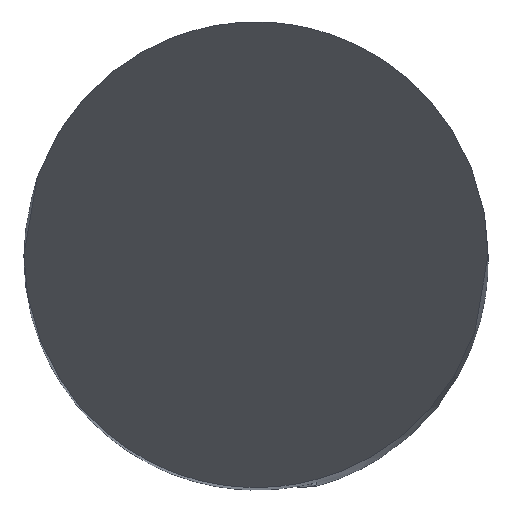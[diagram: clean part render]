
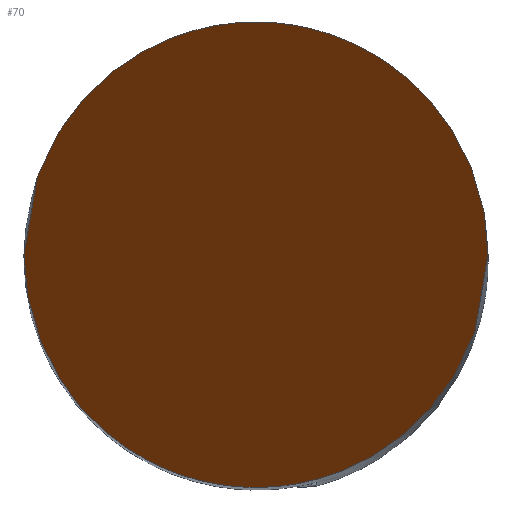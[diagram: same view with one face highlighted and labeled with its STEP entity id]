
A CAD part, top view. The second image highlights one B-rep face of the part: STEP entity #70.
In plain terms, the highlighted planar face has unit normal (0, -0.866, 0.5).
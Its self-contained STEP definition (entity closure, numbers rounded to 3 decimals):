
#70=ADVANCED_FACE('',(#102),#87,.F.);
#87=PLANE('',#474);
#102=FACE_OUTER_BOUND('',#125,.T.);
#125=EDGE_LOOP('',(#242,#243));
#141=(
BOUNDED_CURVE()
B_SPLINE_CURVE(3,(#835,#836,#837,#838),.UNSPECIFIED.,.F.,.F.)
B_SPLINE_CURVE_WITH_KNOTS((4,4),(0.,1.),.UNSPECIFIED.)
CURVE()
GEOMETRIC_REPRESENTATION_ITEM()
RATIONAL_B_SPLINE_CURVE((1.,0.333,0.333,1.))
REPRESENTATION_ITEM('')
);
#144=(
BOUNDED_CURVE()
B_SPLINE_CURVE(3,(#895,#896,#897,#898),.UNSPECIFIED.,.F.,.F.)
B_SPLINE_CURVE_WITH_KNOTS((4,4),(0.,1.),.UNSPECIFIED.)
CURVE()
GEOMETRIC_REPRESENTATION_ITEM()
RATIONAL_B_SPLINE_CURVE((1.,0.333,0.333,1.))
REPRESENTATION_ITEM('')
);
#242=ORIENTED_EDGE('',*,*,#348,.F.);
#243=ORIENTED_EDGE('',*,*,#358,.F.);
#309=VERTEX_POINT('',#839);
#310=VERTEX_POINT('',#840);
#348=EDGE_CURVE('',#309,#310,#141,.T.);
#358=EDGE_CURVE('',#310,#309,#144,.T.);
#474=AXIS2_PLACEMENT_3D('',#974,#527,#528);
#527=DIRECTION('',(0.,0.866,-0.5));
#528=DIRECTION('',(0.,-0.5,-0.866));
#835=CARTESIAN_POINT('',(-2.,0.,0.));
#836=CARTESIAN_POINT('',(-2.,4.,6.928));
#837=CARTESIAN_POINT('',(2.,4.,6.928));
#838=CARTESIAN_POINT('',(2.,0.,0.));
#839=CARTESIAN_POINT('',(-2.,0.,0.));
#840=CARTESIAN_POINT('',(2.,0.,0.));
#895=CARTESIAN_POINT('',(2.,0.,0.));
#896=CARTESIAN_POINT('',(2.,-4.,-6.928));
#897=CARTESIAN_POINT('',(-2.,-4.,-6.928));
#898=CARTESIAN_POINT('',(-2.,0.,0.));
#974=CARTESIAN_POINT('',(2.,2.,3.464));
